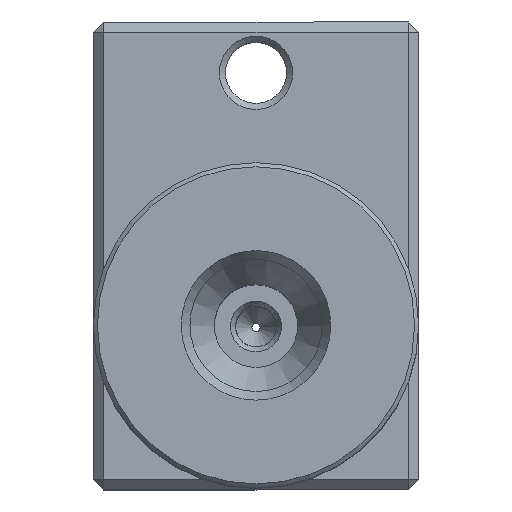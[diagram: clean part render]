
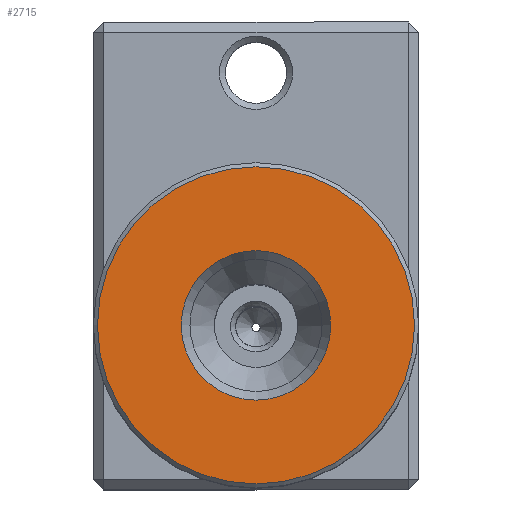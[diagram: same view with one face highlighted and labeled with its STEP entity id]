
A CAD part, top view. The second image highlights one B-rep face of the part: STEP entity #2715.
In plain terms, the highlighted planar face has unit normal (0, 0, 1).
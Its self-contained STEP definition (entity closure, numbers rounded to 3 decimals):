
#351=PLANE('',#3314);
#480=ORIENTED_EDGE('',*,*,#1137,.T.);
#481=ORIENTED_EDGE('',*,*,#1138,.T.);
#1137=EDGE_CURVE('',#1467,#1467,#1730,.T.);
#1138=EDGE_CURVE('',#1468,#1468,#1731,.T.);
#1467=VERTEX_POINT('',#4688);
#1468=VERTEX_POINT('',#4690);
#1730=CIRCLE('',#3315,7.8);
#1731=CIRCLE('',#3316,3.677);
#1925=EDGE_LOOP('',(#480));
#1926=EDGE_LOOP('',(#481));
#2302=FACE_BOUND('',#1925,.T.);
#2303=FACE_BOUND('',#1926,.T.);
#2715=ADVANCED_FACE('',(#2302,#2303),#351,.T.);
#3314=AXIS2_PLACEMENT_3D('',#4686,#3797,#3798);
#3315=AXIS2_PLACEMENT_3D('',#4687,#3799,#3800);
#3316=AXIS2_PLACEMENT_3D('',#4689,#3801,#3802);
#3797=DIRECTION('',(0.,0.,1.));
#3798=DIRECTION('',(1.,0.,0.));
#3799=DIRECTION('',(0.,0.,1.));
#3800=DIRECTION('',(1.,0.,0.));
#3801=DIRECTION('',(0.,0.,-1.));
#3802=DIRECTION('',(-1.,0.,0.));
#4686=CARTESIAN_POINT('',(-8.,0.,42.7));
#4687=CARTESIAN_POINT('',(0.,0.,42.7));
#4688=CARTESIAN_POINT('',(7.8,0.,42.7));
#4689=CARTESIAN_POINT('',(0.,0.,42.7));
#4690=CARTESIAN_POINT('',(-3.677,0.,42.7));
